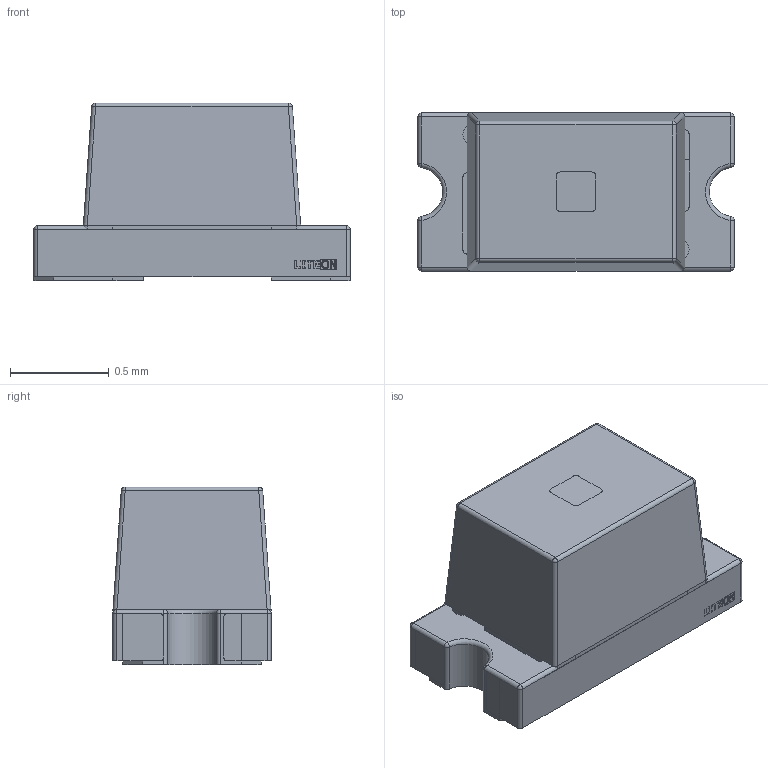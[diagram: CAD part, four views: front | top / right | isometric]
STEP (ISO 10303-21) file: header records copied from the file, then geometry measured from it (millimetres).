
FILE_DESCRIPTION(/* description */ (''),/* implementation_level */ '2;1');
FILE_NAME(/* name */ '1.stp',/* time_stamp */ '2020-06-22T21:45:12+02:00',/* author */ ('k'),/* organization */ (''),/* preprocessor_version */ 'ST-DEVELOPER v15.6',/* originating_system */ 'Autodesk Inventor 2015',/* authorisation */ '');
FILE_SCHEMA (('AUTOMOTIVE_DESIGN { 1 0 10303 214 3 1 1 }'));
Length unit declared in the file: millimetre
Products named in the file (8): 1; 2; 3; 4; Lite-On Logo Adjustable; 5; 6
Bounding box: 1.6 x 0.8 x 0.9 mm (x, y, z)
Volume: 0.9 mm3; surface area: 13.4 mm2
Topology: 15 solids, 15 shells, 279 faces, 712 edges, 462 vertices
Faces by surface type: plane 187, cylinder 60, bspline 18, sphere 12, torus 2
Full cylindrical faces by diameter (mm): 0.107 x2
Entity records: 8658 total; most frequent: CARTESIAN_POINT 1688, ORIENTED_EDGE 1420, DIRECTION 1368, EDGE_CURVE 710, LINE 540, VECTOR 540, VERTEX_POINT 462, AXIS2_PLACEMENT_3D 414
